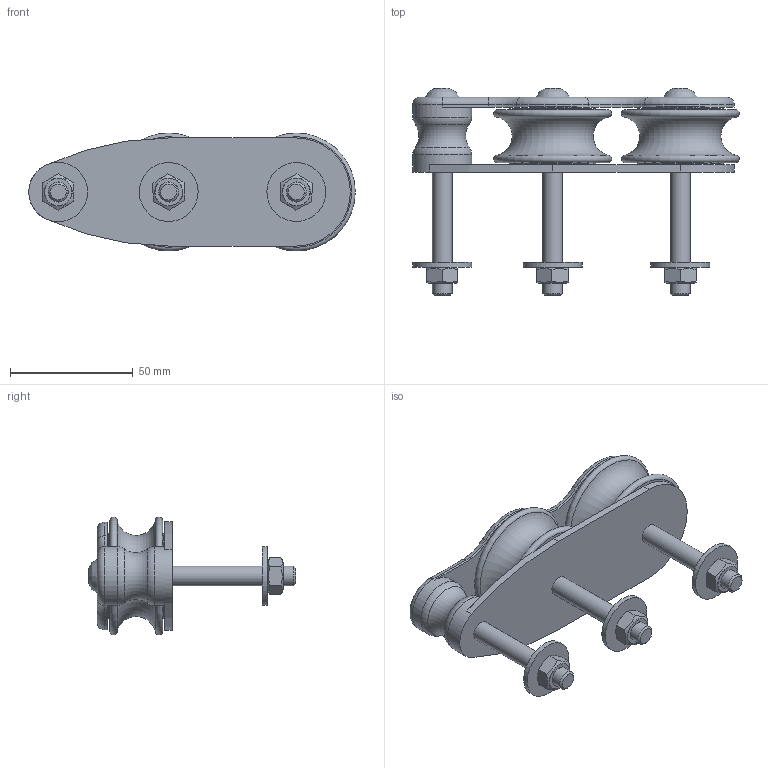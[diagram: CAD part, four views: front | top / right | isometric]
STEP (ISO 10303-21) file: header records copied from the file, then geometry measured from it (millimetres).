
FILE_DESCRIPTION(/* description */ (''),/* implementation_level */ '2;1');
FILE_NAME(/* name */ 'D520.stp',/* time_stamp */ '2022-11-17T08:58:39+01:00',/* author */ ('lucade'),/* organization */ (''),/* preprocessor_version */ 'ST-DEVELOPER v19.2',/* originating_system */ 'Autodesk Inventor 2023',/* authorisation */ '');
FILE_SCHEMA (('AUTOMOTIVE_DESIGN { 1 0 10303 214 3 1 1 }'));
Length unit declared in the file: millimetre
Products named in the file (1): Parte1
Bounding box: 133 x 84.41 x 48 mm (x, y, z)
Volume: 105587.7 mm3; surface area: 42778.8 mm2
Topology: 1 solids, 1 shells, 194 faces, 433 edges, 274 vertices
Faces by surface type: plane 93, cylinder 42, torus 41, cone 15, bspline 3
Full cylindrical faces by diameter (mm): 8 x6, 8.4 x3, 16 x4, 18.2 x4, 24 x5, 25 x4, 35 x4
Entity records: 5461 total; most frequent: CARTESIAN_POINT 1082, DIRECTION 1005, ORIENTED_EDGE 842, AXIS2_PLACEMENT_3D 440, EDGE_CURVE 421, VERTEX_POINT 263, CIRCLE 248, EDGE_LOOP 232
